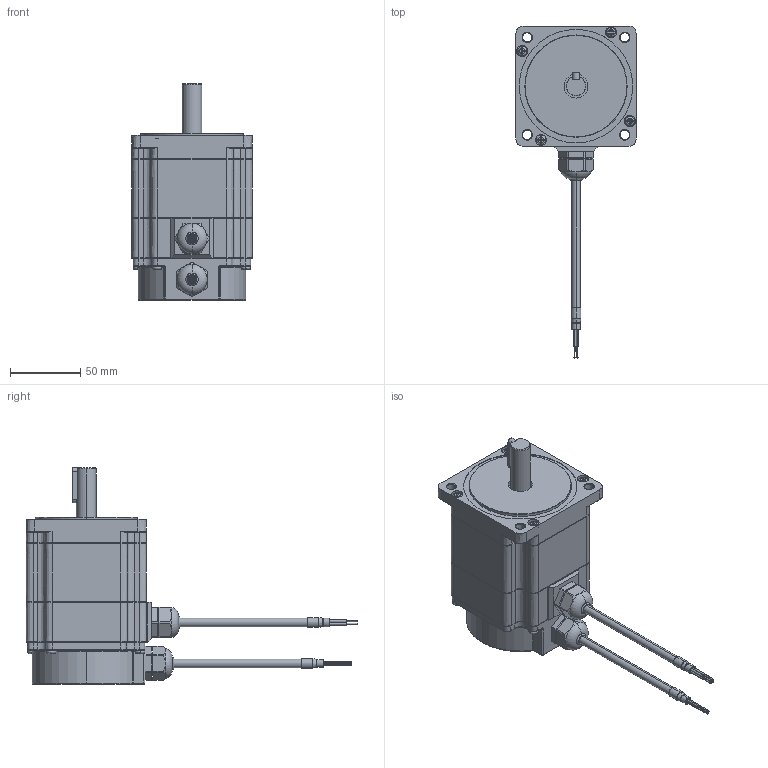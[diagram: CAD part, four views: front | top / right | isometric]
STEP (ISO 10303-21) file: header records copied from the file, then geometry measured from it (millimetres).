
FILE_DESCRIPTION (( 'STEP AP214' ), '1' );
FILE_NAME ('34E1KIP65-45.STEP', '2019-08-27T05:42:15', ( '' ), ( '' ), 'SwSTEP 2.0', 'SolidWorks 2016', '' );
FILE_SCHEMA (( 'AUTOMOTIVE_DESIGN' ));
Length unit declared in the file: millimetre
Products named in the file (1): 34E1KIP65-45
Bounding box: 85.85 x 236.85 x 154.8 mm (x, y, z)
Volume: 774141.9 mm3; surface area: 64943.4 mm2
Topology: 1 solids, 1 shells, 716 faces, 1817 edges, 1160 vertices
Faces by surface type: plane 329, cylinder 187, bspline 126, torus 40, cone 30, sphere 4
Entity records: 29961 total; most frequent: CARTESIAN_POINT 10675, ORIENTED_EDGE 3630, DIRECTION 2937, EDGE_CURVE 1815, VERTEX_POINT 1160, AXIS2_PLACEMENT_3D 1039, LINE 859, VECTOR 859
